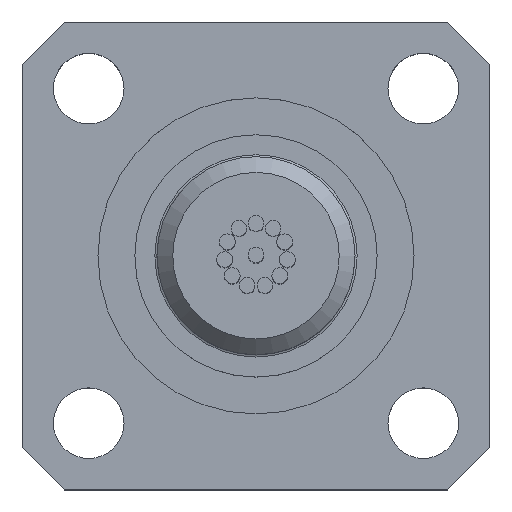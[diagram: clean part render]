
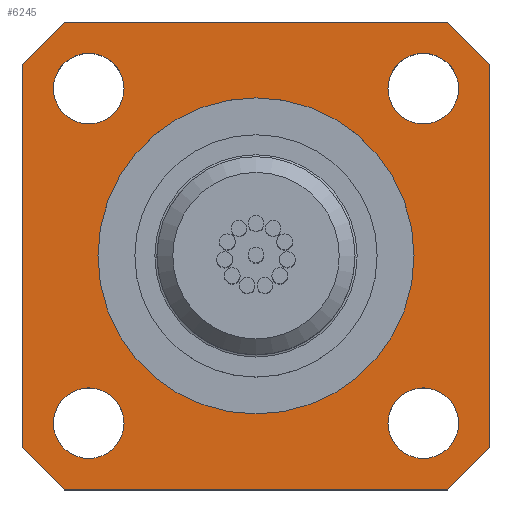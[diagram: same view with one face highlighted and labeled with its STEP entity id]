
A CAD part, top view. The second image highlights one B-rep face of the part: STEP entity #6245.
In plain terms, the highlighted planar face has unit normal (0, 0, 1).
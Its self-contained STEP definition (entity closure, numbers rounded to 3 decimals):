
#107=CIRCLE($,#6518,15.);
#108=CIRCLE($,#6519,3.35);
#109=CIRCLE($,#6520,3.35);
#110=CIRCLE($,#6521,3.35);
#111=CIRCLE($,#6522,3.35);
#856=FACE_OUTER_BOUND($,#1414,.T.);
#1014=FACE_BOUND($,#1415,.T.);
#1015=FACE_BOUND($,#1416,.T.);
#1016=FACE_BOUND($,#1417,.T.);
#1017=FACE_BOUND($,#1418,.T.);
#1018=FACE_BOUND($,#1419,.T.);
#1414=EDGE_LOOP($,(#5456,#5457,#5458,#5459,#5460,#5461,#5462,#5463));
#1415=EDGE_LOOP($,(#5464));
#1416=EDGE_LOOP($,(#5465));
#1417=EDGE_LOOP($,(#5466));
#1418=EDGE_LOOP($,(#5467));
#1419=EDGE_LOOP($,(#5468));
#2069=LINE($,#11401,#2537);
#2075=LINE($,#11412,#2543);
#2082=LINE($,#11437,#2550);
#2085=LINE($,#11442,#2553);
#2086=LINE($,#11446,#2554);
#2089=LINE($,#11450,#2557);
#2090=LINE($,#11453,#2558);
#2092=LINE($,#11456,#2560);
#2537=VECTOR($,#7444,5.657);
#2543=VECTOR($,#7452,36.4);
#2550=VECTOR($,#7473,5.657);
#2553=VECTOR($,#7478,36.4);
#2554=VECTOR($,#7481,5.657);
#2557=VECTOR($,#7486,36.4);
#2558=VECTOR($,#7489,5.657);
#2560=VECTOR($,#7493,36.4);
#3042=VERTEX_POINT($,#11399);
#3043=VERTEX_POINT($,#11400);
#3047=VERTEX_POINT($,#11410);
#3058=VERTEX_POINT($,#11436);
#3059=VERTEX_POINT($,#11440);
#3060=VERTEX_POINT($,#11444);
#3061=VERTEX_POINT($,#11445);
#3062=VERTEX_POINT($,#11452);
#3063=VERTEX_POINT($,#11457);
#3064=VERTEX_POINT($,#11459);
#3065=VERTEX_POINT($,#11461);
#3066=VERTEX_POINT($,#11463);
#3067=VERTEX_POINT($,#11465);
#3875=EDGE_CURVE($,#3042,#3043,#2069,.T.);
#3881=EDGE_CURVE($,#3047,#3042,#2075,.T.);
#3893=EDGE_CURVE($,#3058,#3047,#2082,.T.);
#3896=EDGE_CURVE($,#3059,#3058,#2085,.T.);
#3897=EDGE_CURVE($,#3060,#3061,#2086,.T.);
#3900=EDGE_CURVE($,#3043,#3060,#2089,.T.);
#3901=EDGE_CURVE($,#3062,#3059,#2090,.T.);
#3903=EDGE_CURVE($,#3061,#3062,#2092,.T.);
#3904=EDGE_CURVE($,#3063,#3063,#107,.T.);
#3905=EDGE_CURVE($,#3064,#3064,#108,.T.);
#3906=EDGE_CURVE($,#3065,#3065,#109,.T.);
#3907=EDGE_CURVE($,#3066,#3066,#110,.T.);
#3908=EDGE_CURVE($,#3067,#3067,#111,.T.);
#5456=ORIENTED_EDGE($,*,*,#3875,.F.);
#5457=ORIENTED_EDGE($,*,*,#3881,.F.);
#5458=ORIENTED_EDGE($,*,*,#3893,.F.);
#5459=ORIENTED_EDGE($,*,*,#3896,.F.);
#5460=ORIENTED_EDGE($,*,*,#3901,.F.);
#5461=ORIENTED_EDGE($,*,*,#3903,.F.);
#5462=ORIENTED_EDGE($,*,*,#3897,.F.);
#5463=ORIENTED_EDGE($,*,*,#3900,.F.);
#5464=ORIENTED_EDGE($,*,*,#3904,.T.);
#5465=ORIENTED_EDGE($,*,*,#3905,.T.);
#5466=ORIENTED_EDGE($,*,*,#3906,.T.);
#5467=ORIENTED_EDGE($,*,*,#3907,.T.);
#5468=ORIENTED_EDGE($,*,*,#3908,.T.);
#5840=PLANE($,#6517);
#6245=ADVANCED_FACE($,(#856,#1014,#1015,#1016,#1017,#1018),#5840,.T.);
#6517=AXIS2_PLACEMENT_3D($,#11455,#7491,#7492);
#6518=AXIS2_PLACEMENT_3D($,#11458,#7494,#7495);
#6519=AXIS2_PLACEMENT_3D($,#11460,#7496,#7497);
#6520=AXIS2_PLACEMENT_3D($,#11462,#7498,#7499);
#6521=AXIS2_PLACEMENT_3D($,#11464,#7500,#7501);
#6522=AXIS2_PLACEMENT_3D($,#11466,#7502,#7503);
#7444=DIRECTION($,(0.707,-0.707,0.));
#7452=DIRECTION($,(1.,0.,0.));
#7473=DIRECTION($,(0.707,0.707,0.));
#7478=DIRECTION($,(0.,1.,0.));
#7481=DIRECTION($,(-0.707,-0.707,0.));
#7486=DIRECTION($,(0.,-1.,0.));
#7489=DIRECTION($,(-0.707,0.707,0.));
#7491=DIRECTION('center_axis',(0.,0.,1.));
#7492=DIRECTION('ref_axis',(1.,0.,0.));
#7493=DIRECTION($,(-1.,0.,0.));
#7494=DIRECTION('center_axis',(0.,0.,-1.));
#7495=DIRECTION('ref_axis',(-1.,0.,0.));
#7496=DIRECTION('center_axis',(0.,0.,-1.));
#7497=DIRECTION('ref_axis',(1.,0.,0.));
#7498=DIRECTION('center_axis',(0.,0.,-1.));
#7499=DIRECTION('ref_axis',(0.,1.,0.));
#7500=DIRECTION('center_axis',(0.,0.,-1.));
#7501=DIRECTION('ref_axis',(-1.,0.,0.));
#7502=DIRECTION('center_axis',(0.,0.,-1.));
#7503=DIRECTION('ref_axis',(0.,-1.,0.));
#11399=CARTESIAN_POINT('',(18.2,22.2,9.5));
#11400=CARTESIAN_POINT('',(22.2,18.2,9.5));
#11401=CARTESIAN_POINT($,(20.2,20.2,9.5));
#11410=CARTESIAN_POINT('',(-18.2,22.2,9.5));
#11412=CARTESIAN_POINT($,(-22.2,22.2,9.5));
#11436=CARTESIAN_POINT('',(-22.2,18.2,9.5));
#11437=CARTESIAN_POINT($,(-20.2,20.2,9.5));
#11440=CARTESIAN_POINT('',(-22.2,-18.2,9.5));
#11442=CARTESIAN_POINT($,(-22.2,-22.2,9.5));
#11444=CARTESIAN_POINT('',(22.2,-18.2,9.5));
#11445=CARTESIAN_POINT('',(18.2,-22.2,9.5));
#11446=CARTESIAN_POINT($,(20.2,-20.2,9.5));
#11450=CARTESIAN_POINT($,(22.2,22.2,9.5));
#11452=CARTESIAN_POINT('',(-18.2,-22.2,9.5));
#11453=CARTESIAN_POINT($,(-20.2,-20.2,9.5));
#11455=CARTESIAN_POINT('Origin',(0.,0.,9.5));
#11456=CARTESIAN_POINT($,(22.2,-22.2,9.5));
#11457=CARTESIAN_POINT('',(15.,0.,9.5));
#11458=CARTESIAN_POINT('Origin',(0.,0.,9.5));
#11459=CARTESIAN_POINT('',(12.525,15.875,9.5));
#11460=CARTESIAN_POINT('Origin',(15.875,15.875,9.5));
#11461=CARTESIAN_POINT('',(-15.875,12.525,9.5));
#11462=CARTESIAN_POINT('Origin',(-15.875,15.875,9.5));
#11463=CARTESIAN_POINT('',(-12.525,-15.875,9.5));
#11464=CARTESIAN_POINT('Origin',(-15.875,-15.875,9.5));
#11465=CARTESIAN_POINT('',(15.875,-12.525,9.5));
#11466=CARTESIAN_POINT('Origin',(15.875,-15.875,9.5));
